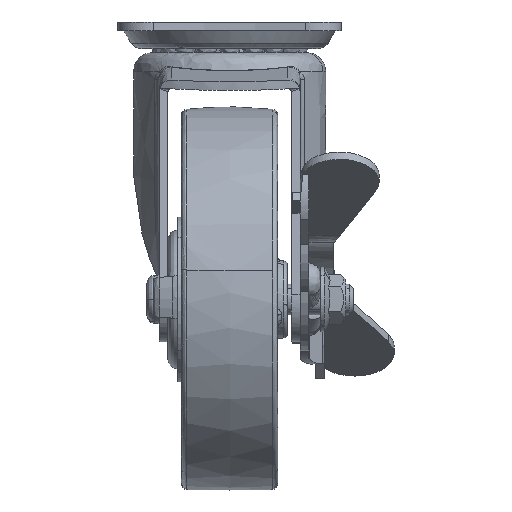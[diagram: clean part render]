
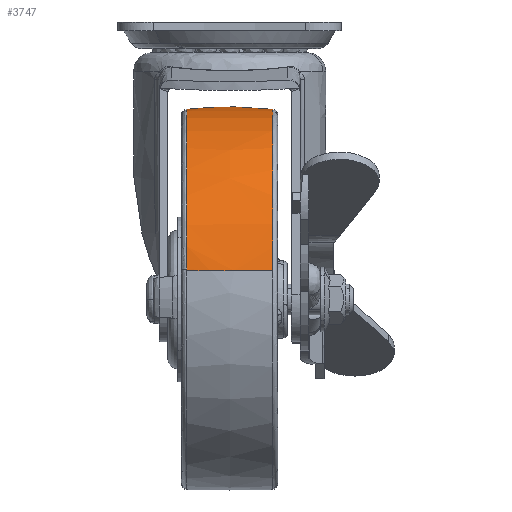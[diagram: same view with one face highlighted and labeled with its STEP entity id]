
A CAD part, left-side view. The second image highlights one B-rep face of the part: STEP entity #3747.
In plain terms, the highlighted free-form (B-spline) face has degree [2, 2] with [5, 3] control points.
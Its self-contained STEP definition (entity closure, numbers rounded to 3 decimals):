
#2774=CARTESIAN_POINT('',(0.0,-11.167,49.374));
#2775=VERTEX_POINT('',#2774);
#2791=CARTESIAN_POINT('',(-49.044,-11.167,5.701));
#2792=VERTEX_POINT('',#2791);
#2793=CARTESIAN_POINT('',(0.0,-11.167,49.374));
#2794=CARTESIAN_POINT('',(-3.087,-11.167,49.375));
#2795=CARTESIAN_POINT('',(-8.419,-11.167,48.873));
#2796=CARTESIAN_POINT('',(-16.583,-11.167,46.738));
#2797=CARTESIAN_POINT('',(-24.141,-11.167,43.383));
#2798=CARTESIAN_POINT('',(-30.653,-11.167,38.931));
#2799=CARTESIAN_POINT('',(-36.096,-11.167,33.915));
#2800=CARTESIAN_POINT('',(-40.037,-11.167,29.138));
#2801=CARTESIAN_POINT('',(-43.714,-11.167,23.261));
#2802=CARTESIAN_POINT('',(-47.105,-11.167,15.835));
#2803=CARTESIAN_POINT('',(-48.602,-11.167,9.511));
#2804=CARTESIAN_POINT('',(-49.044,-11.167,5.701));
#2805=B_SPLINE_CURVE_WITH_KNOTS('',3,(#2793,#2794,#2795,#2796,#2797,#2798,#2799,#2800,#2801,#2802,#2803,#2804),.UNSPECIFIED.,.F.,.U.,(4,1,1,1,1,1,1,1,1,4),(0.,9.261,15.996,25.258,33.957,39.57,47.428,52.48,60.337,71.844),.UNSPECIFIED.);
#2806=EDGE_CURVE('',#2775,#2792,#2805,.T.);
#2864=CARTESIAN_POINT('',(0.0,11.167,49.374));
#2865=VERTEX_POINT('',#2864);
#2931=CARTESIAN_POINT('',(-48.985,11.167,6.188));
#2932=VERTEX_POINT('',#2931);
#2943=CARTESIAN_POINT('',(0.0,11.167,49.374));
#2944=CARTESIAN_POINT('',(-2.787,11.167,49.375));
#2945=CARTESIAN_POINT('',(-7.432,11.167,48.98));
#2946=CARTESIAN_POINT('',(-14.688,11.167,47.313));
#2947=CARTESIAN_POINT('',(-21.216,11.167,44.805));
#2948=CARTESIAN_POINT('',(-27.189,11.167,41.367));
#2949=CARTESIAN_POINT('',(-32.463,11.167,37.388));
#2950=CARTESIAN_POINT('',(-36.851,11.167,33.08));
#2951=CARTESIAN_POINT('',(-40.683,11.167,28.162));
#2952=CARTESIAN_POINT('',(-43.451,11.167,23.638));
#2953=CARTESIAN_POINT('',(-45.932,11.167,18.431));
#2954=CARTESIAN_POINT('',(-47.871,11.167,12.696));
#2955=CARTESIAN_POINT('',(-48.717,11.167,8.308));
#2956=CARTESIAN_POINT('',(-48.985,11.167,6.188));
#2957=B_SPLINE_CURVE_WITH_KNOTS('',3,(#2943,#2944,#2945,#2946,#2947,#2948,#2949,#2950,#2951,#2952,#2953,#2954,#2955,#2956),.UNSPECIFIED.,.F.,.U.,(4,1,1,1,1,1,1,1,1,1,1,4),(0.,8.362,13.936,22.298,29.266,34.562,42.087,47.661,53.236,57.974,64.942,71.353),.UNSPECIFIED.);
#2958=EDGE_CURVE('',#2865,#2932,#2957,.T.);
#3005=CARTESIAN_POINT('',(-49.044,11.167,5.701));
#3006=VERTEX_POINT('',#3005);
#3026=CARTESIAN_POINT('',(-48.985,11.167,6.188));
#3027=CARTESIAN_POINT('',(-49.044,11.167,5.701));
#3028=QUASI_UNIFORM_CURVE('',1,(#3026,#3027),.UNSPECIFIED.,.F.,.U.);
#3029=EDGE_CURVE('',#2932,#3006,#3028,.T.);
#3694=CARTESIAN_POINT('',(-49.044,-11.167,5.701));
#3695=CARTESIAN_POINT('',(-49.873,-3.754,5.797));
#3696=CARTESIAN_POINT('',(-49.873,3.754,5.797));
#3697=CARTESIAN_POINT('',(-49.044,11.167,5.701));
#3698=B_SPLINE_CURVE_WITH_KNOTS('',3,(#3694,#3695,#3696,#3697),.UNSPECIFIED.,.F.,.U.,(4,4),(0.,22.382),.UNSPECIFIED.);
#3699=EDGE_CURVE('',#2792,#3006,#3698,.T.);
#3704=CARTESIAN_POINT('',(0.0,-11.167,49.374));
#3705=CARTESIAN_POINT('',(0.0,-3.754,50.208));
#3706=CARTESIAN_POINT('',(0.0,3.754,50.209));
#3707=CARTESIAN_POINT('',(0.0,11.167,49.374));
#3708=B_SPLINE_CURVE_WITH_KNOTS('',3,(#3704,#3705,#3706,#3707),.UNSPECIFIED.,.F.,.U.,(4,4),(0.,22.382),.UNSPECIFIED.);
#3709=EDGE_CURVE('',#2775,#2865,#3708,.T.);
#3717=CARTESIAN_POINT('',(0.0,-12.293,49.242));
#3718=CARTESIAN_POINT('',(0.0,-6.17,50.));
#3719=CARTESIAN_POINT('',(0.0,0.0,50.));
#3720=CARTESIAN_POINT('',(0.0,6.17,50.));
#3721=CARTESIAN_POINT('',(0.0,12.293,49.242));
#3722=CARTESIAN_POINT('',(-43.849,-12.293,49.242));
#3723=CARTESIAN_POINT('',(-44.525,-6.17,50.));
#3724=CARTESIAN_POINT('',(-44.525,0.0,50.));
#3725=CARTESIAN_POINT('',(-44.525,6.17,50.));
#3726=CARTESIAN_POINT('',(-43.849,12.293,49.242));
#3727=CARTESIAN_POINT('',(-48.912,-12.293,5.686));
#3728=CARTESIAN_POINT('',(-49.666,-6.17,5.773));
#3729=CARTESIAN_POINT('',(-49.666,0.0,5.773));
#3730=CARTESIAN_POINT('',(-49.666,6.17,5.773));
#3731=CARTESIAN_POINT('',(-48.912,12.293,5.686));
#3739=(BOUNDED_SURFACE()B_SPLINE_SURFACE(2,2,((#3717,#3722,#3727),(#3718,#3723,#3728),(#3719,#3724,#3729),(#3720,#3725,#3730),(#3721,#3726,#3731)),.UNSPECIFIED.,.F.,.F.,.U.)B_SPLINE_SURFACE_WITH_KNOTS((3,2,3),(3,3),(0.0,12.497,24.993),(0.0,76.132),.UNSPECIFIED.)GEOMETRIC_REPRESENTATION_ITEM()RATIONAL_B_SPLINE_SURFACE(((0.971,0.71,0.93),(0.984,0.719,0.941),(1.0,0.731,0.957),(0.984,0.719,0.941),(0.971,0.71,0.93)))REPRESENTATION_ITEM('')SURFACE());
#3740=ORIENTED_EDGE('',*,*,#2806,.F.);
#3741=ORIENTED_EDGE('',*,*,#3709,.T.);
#3742=ORIENTED_EDGE('',*,*,#2958,.T.);
#3743=ORIENTED_EDGE('',*,*,#3029,.T.);
#3744=ORIENTED_EDGE('',*,*,#3699,.F.);
#3745=EDGE_LOOP('',(#3740,#3741,#3742,#3743,#3744));
#3746=FACE_OUTER_BOUND('',#3745,.T.);
#3747=ADVANCED_FACE('',(#3746),#3739,.T.);
